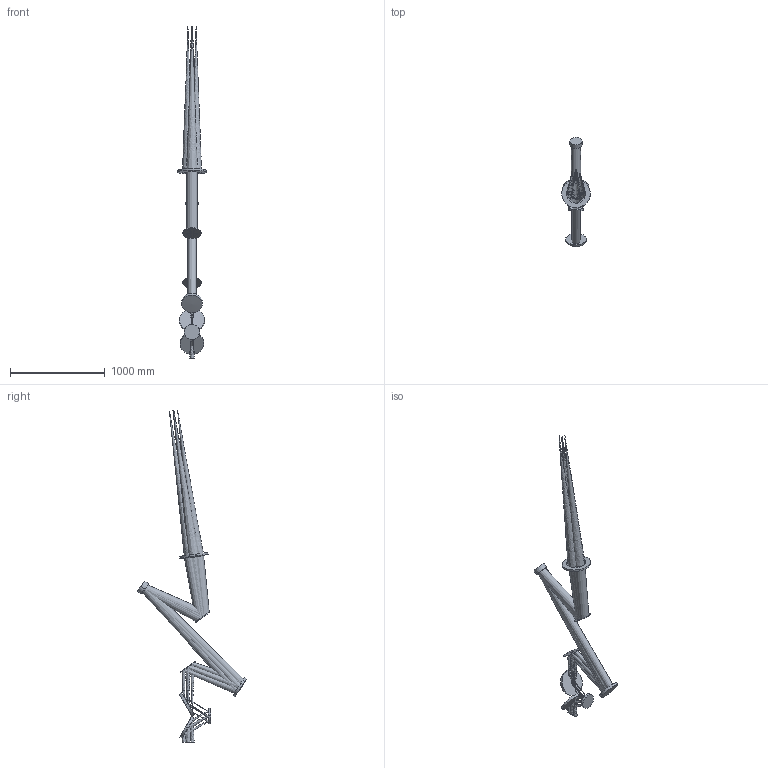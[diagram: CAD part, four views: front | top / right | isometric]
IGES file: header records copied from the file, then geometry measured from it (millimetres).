
Global section: file name: KNGAO_100mmpupil_120arcsecRelay_100218_v1_configs_config0009.IGS; native system: HarmonyWare Translators; preprocessor: HarmonyWare IGES v1.7.2; date: 20100219.072206; units: millimetre
Bounding box: 300 x 1149.77 x 3501.74 mm (x, y, z)
Volume: 190643934.8 mm3; surface area: 10039842.3 mm2
Topology: 91 solids, 91 shells, 1445 faces, 4124 edges, 1533 vertices
Faces by surface type: bspline 1445
